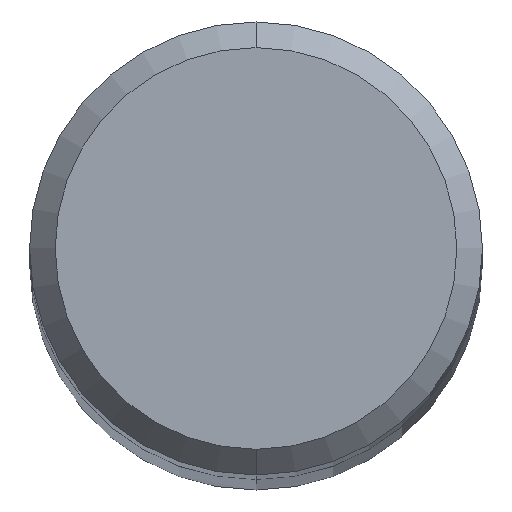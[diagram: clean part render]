
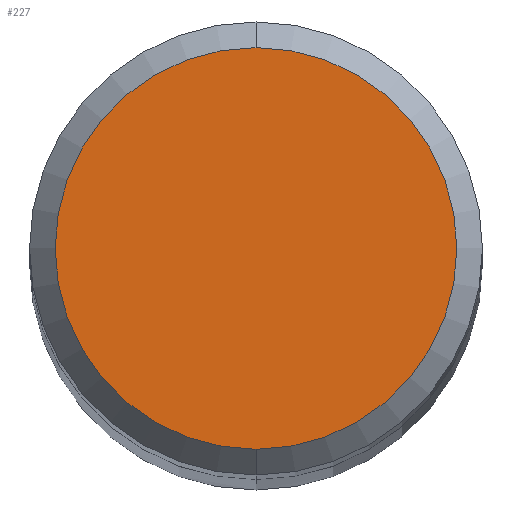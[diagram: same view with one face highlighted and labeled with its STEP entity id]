
A CAD part, top view. The second image highlights one B-rep face of the part: STEP entity #227.
In plain terms, the highlighted planar face has unit normal (0, 0, 1).
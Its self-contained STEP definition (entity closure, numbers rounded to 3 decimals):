
#227=ADVANCED_FACE('',(#494),#495,.T.);
#249=VERTEX_POINT('',#520);
#257=EDGE_CURVE('',#249,#365,#528,.T.);
#271=EDGE_CURVE('',#365,#249,#542,.T.);
#365=VERTEX_POINT('',#643);
#494=FACE_OUTER_BOUND('',#810,.T.);
#495=PLANE('',#811);
#520=CARTESIAN_POINT('',(0.0,4.7,58.0));
#528=CIRCLE('',#851,4.7);
#542=CIRCLE('',#868,4.7);
#643=CARTESIAN_POINT('',(0.,-4.7,58.0));
#810=EDGE_LOOP('',(#1365,#1366));
#811=AXIS2_PLACEMENT_3D('',#1367,#1368,#1369);
#851=AXIS2_PLACEMENT_3D('',#1418,#1419,#1420);
#868=AXIS2_PLACEMENT_3D('',#1422,#1423,#1424);
#1365=ORIENTED_EDGE('',*,*,#257,.F.);
#1366=ORIENTED_EDGE('',*,*,#271,.F.);
#1367=CARTESIAN_POINT('',(0.0,2.35,58.0));
#1368=DIRECTION('',(0.0,0.0,1.0));
#1369=DIRECTION('',(0.0,-1.0,0.0));
#1418=CARTESIAN_POINT('',(0.0,0.0,58.0));
#1419=DIRECTION('',(0.0,0.0,-1.0));
#1420=DIRECTION('',(0.0,1.0,0.0));
#1422=CARTESIAN_POINT('',(0.0,0.0,58.0));
#1423=DIRECTION('',(0.0,0.0,-1.0));
#1424=DIRECTION('',(0.0,1.0,0.0));
